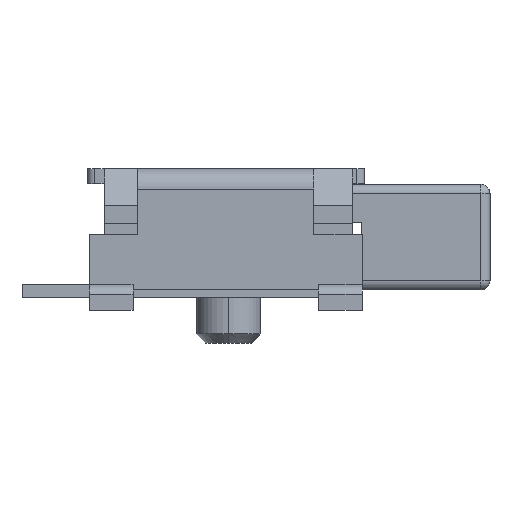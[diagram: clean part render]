
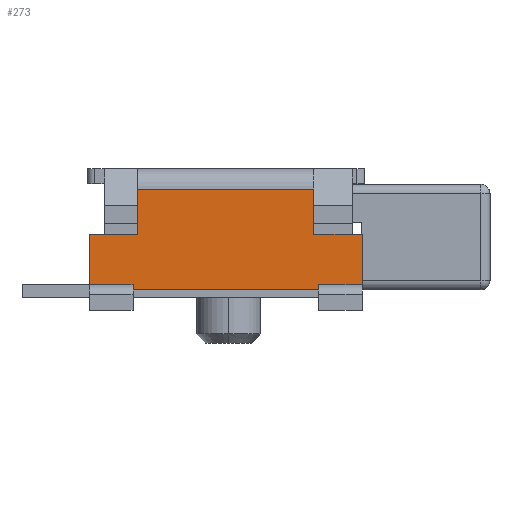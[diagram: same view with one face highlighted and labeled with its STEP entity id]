
A CAD part, front view. The second image highlights one B-rep face of the part: STEP entity #273.
In plain terms, the highlighted planar face has unit normal (0, -1, 0).
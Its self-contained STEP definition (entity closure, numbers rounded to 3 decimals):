
#95 = ORIENTED_EDGE ( 'NONE', *, *, #3887, .T. ) ;
#111 = VECTOR ( 'NONE', #3622, 1000. ) ;
#146 = EDGE_LOOP ( 'NONE', ( #559, #4279, #1665, #857, #4130, #1393, #1006, #2107, #95, #2633, #2117, #2334 ) ) ;
#193 = DIRECTION ( 'NONE',  ( -1., 0., 0. ) ) ;
#210 = EDGE_CURVE ( 'NONE', #4415, #4159, #3968, .T. ) ;
#217 = DIRECTION ( 'NONE',  ( 1., 0., 0. ) ) ;
#253 = VERTEX_POINT ( 'NONE', #2619 ) ;
#262 = DIRECTION ( 'NONE',  ( 0., 0., -1. ) ) ;
#273 = ADVANCED_FACE ( 'NONE', ( #2580 ), #546, .T. ) ;
#274 = CARTESIAN_POINT ( 'NONE',  ( 0.589, -2.085, -1.062 ) ) ;
#299 = EDGE_CURVE ( 'NONE', #414, #682, #2238, .T. ) ;
#414 = VERTEX_POINT ( 'NONE', #3377 ) ;
#546 = PLANE ( 'NONE',  #1080 ) ;
#559 = ORIENTED_EDGE ( 'NONE', *, *, #210, .T. ) ;
#628 = VECTOR ( 'NONE', #1612, 1000. ) ;
#682 = VERTEX_POINT ( 'NONE', #2636 ) ;
#716 = DIRECTION ( 'NONE',  ( -1., 0., 0. ) ) ;
#738 = CARTESIAN_POINT ( 'NONE',  ( 0.589, -2.085, -1.062 ) ) ;
#758 = DIRECTION ( 'NONE',  ( -1., 0., 0. ) ) ;
#801 = CARTESIAN_POINT ( 'NONE',  ( 0.986, -2.085, -1.062 ) ) ;
#828 = LINE ( 'NONE', #2879, #2826 ) ;
#857 = ORIENTED_EDGE ( 'NONE', *, *, #4053, .F. ) ;
#1006 = ORIENTED_EDGE ( 'NONE', *, *, #299, .T. ) ;
#1024 = DIRECTION ( 'NONE',  ( 0., 0., -1. ) ) ;
#1080 = AXIS2_PLACEMENT_3D ( 'NONE', #1921, #4376, #3354 ) ;
#1096 = DIRECTION ( 'NONE',  ( 0., 0., -1. ) ) ;
#1318 = LINE ( 'NONE', #2342, #3951 ) ;
#1381 = DIRECTION ( 'NONE',  ( 0., 0., -1. ) ) ;
#1393 = ORIENTED_EDGE ( 'NONE', *, *, #4189, .T. ) ;
#1398 = LINE ( 'NONE', #3068, #1653 ) ;
#1525 = LINE ( 'NONE', #1590, #3233 ) ;
#1551 = VERTEX_POINT ( 'NONE', #3542 ) ;
#1561 = EDGE_CURVE ( 'NONE', #4159, #3465, #1820, .T. ) ;
#1568 = VECTOR ( 'NONE', #1024, 1000. ) ;
#1590 = CARTESIAN_POINT ( 'NONE',  ( -1.11, -2.085, -1.108 ) ) ;
#1612 = DIRECTION ( 'NONE',  ( 0., 0., 1. ) ) ;
#1653 = VECTOR ( 'NONE', #2764, 1000. ) ;
#1665 = ORIENTED_EDGE ( 'NONE', *, *, #3698, .T. ) ;
#1701 = VECTOR ( 'NONE', #193, 1000. ) ;
#1820 = LINE ( 'NONE', #3200, #3072 ) ;
#1835 = LINE ( 'NONE', #1852, #1701 ) ;
#1852 = CARTESIAN_POINT ( 'NONE',  ( -1.11, -2.085, -1.062 ) ) ;
#1900 = CARTESIAN_POINT ( 'NONE',  ( 0.986, -2.085, -1.062 ) ) ;
#1921 = CARTESIAN_POINT ( 'NONE',  ( -1.066, -2.085, -0.139 ) ) ;
#2014 = EDGE_CURVE ( 'NONE', #2401, #682, #1835, .T. ) ;
#2107 = ORIENTED_EDGE ( 'NONE', *, *, #2014, .F. ) ;
#2117 = ORIENTED_EDGE ( 'NONE', *, *, #3864, .F. ) ;
#2199 = CARTESIAN_POINT ( 'NONE',  ( 0.986, -2.085, -1.062 ) ) ;
#2229 = LINE ( 'NONE', #4233, #111 ) ;
#2238 = LINE ( 'NONE', #2326, #3391 ) ;
#2310 = VERTEX_POINT ( 'NONE', #2522 ) ;
#2326 = CARTESIAN_POINT ( 'NONE',  ( -1.508, -2.085, -0.6 ) ) ;
#2334 = ORIENTED_EDGE ( 'NONE', *, *, #3028, .F. ) ;
#2342 = CARTESIAN_POINT ( 'NONE',  ( -1.066, -2.085, -0.185 ) ) ;
#2348 = EDGE_CURVE ( 'NONE', #2928, #2310, #828, .T. ) ;
#2401 = VERTEX_POINT ( 'NONE', #2923 ) ;
#2522 = CARTESIAN_POINT ( 'NONE',  ( -1.066, -2.085, -0.6 ) ) ;
#2580 = FACE_OUTER_BOUND ( 'NONE', #146, .T. ) ;
#2619 = CARTESIAN_POINT ( 'NONE',  ( -1.11, -2.085, -1.108 ) ) ;
#2633 = ORIENTED_EDGE ( 'NONE', *, *, #3170, .T. ) ;
#2636 = CARTESIAN_POINT ( 'NONE',  ( -1.508, -2.085, -1.062 ) ) ;
#2764 = DIRECTION ( 'NONE',  ( 0., 0., 1. ) ) ;
#2807 = LINE ( 'NONE', #3451, #4023 ) ;
#2826 = VECTOR ( 'NONE', #1381, 1000. ) ;
#2827 = LINE ( 'NONE', #801, #3306 ) ;
#2879 = CARTESIAN_POINT ( 'NONE',  ( -1.066, -2.085, -0.185 ) ) ;
#2923 = CARTESIAN_POINT ( 'NONE',  ( -1.11, -2.085, -1.062 ) ) ;
#2928 = VERTEX_POINT ( 'NONE', #3791 ) ;
#3028 = EDGE_CURVE ( 'NONE', #4415, #3641, #2827, .T. ) ;
#3062 = CARTESIAN_POINT ( 'NONE',  ( 0.589, -2.085, -1.108 ) ) ;
#3068 = CARTESIAN_POINT ( 'NONE',  ( 0.545, -2.085, -0.6 ) ) ;
#3072 = VECTOR ( 'NONE', #716, 1000. ) ;
#3073 = CARTESIAN_POINT ( 'NONE',  ( 0.545, -2.085, -0.6 ) ) ;
#3170 = EDGE_CURVE ( 'NONE', #253, #3788, #1525, .T. ) ;
#3200 = CARTESIAN_POINT ( 'NONE',  ( 0.986, -2.085, -0.6 ) ) ;
#3233 = VECTOR ( 'NONE', #217, 1000. ) ;
#3306 = VECTOR ( 'NONE', #758, 1000. ) ;
#3327 = DIRECTION ( 'NONE',  ( 1., 0., 0. ) ) ;
#3354 = DIRECTION ( 'NONE',  ( -1., 0., 0. ) ) ;
#3377 = CARTESIAN_POINT ( 'NONE',  ( -1.508, -2.085, -0.6 ) ) ;
#3391 = VECTOR ( 'NONE', #262, 1000. ) ;
#3427 = LINE ( 'NONE', #738, #1568 ) ;
#3451 = CARTESIAN_POINT ( 'NONE',  ( -1.11, -2.085, -1.062 ) ) ;
#3465 = VERTEX_POINT ( 'NONE', #3073 ) ;
#3542 = CARTESIAN_POINT ( 'NONE',  ( 0.545, -2.085, -0.185 ) ) ;
#3622 = DIRECTION ( 'NONE',  ( -1., 0., 0. ) ) ;
#3641 = VERTEX_POINT ( 'NONE', #274 ) ;
#3698 = EDGE_CURVE ( 'NONE', #3465, #1551, #1398, .T. ) ;
#3788 = VERTEX_POINT ( 'NONE', #3062 ) ;
#3791 = CARTESIAN_POINT ( 'NONE',  ( -1.066, -2.085, -0.185 ) ) ;
#3864 = EDGE_CURVE ( 'NONE', #3641, #3788, #3427, .T. ) ;
#3887 = EDGE_CURVE ( 'NONE', #2401, #253, #2807, .T. ) ;
#3951 = VECTOR ( 'NONE', #3327, 1000. ) ;
#3968 = LINE ( 'NONE', #1900, #628 ) ;
#4023 = VECTOR ( 'NONE', #1096, 1000. ) ;
#4053 = EDGE_CURVE ( 'NONE', #2928, #1551, #1318, .T. ) ;
#4130 = ORIENTED_EDGE ( 'NONE', *, *, #2348, .T. ) ;
#4159 = VERTEX_POINT ( 'NONE', #4277 ) ;
#4189 = EDGE_CURVE ( 'NONE', #2310, #414, #2229, .T. ) ;
#4233 = CARTESIAN_POINT ( 'NONE',  ( -1.066, -2.085, -0.6 ) ) ;
#4277 = CARTESIAN_POINT ( 'NONE',  ( 0.986, -2.085, -0.6 ) ) ;
#4279 = ORIENTED_EDGE ( 'NONE', *, *, #1561, .T. ) ;
#4376 = DIRECTION ( 'NONE',  ( 0., -1., 0. ) ) ;
#4415 = VERTEX_POINT ( 'NONE', #2199 ) ;
